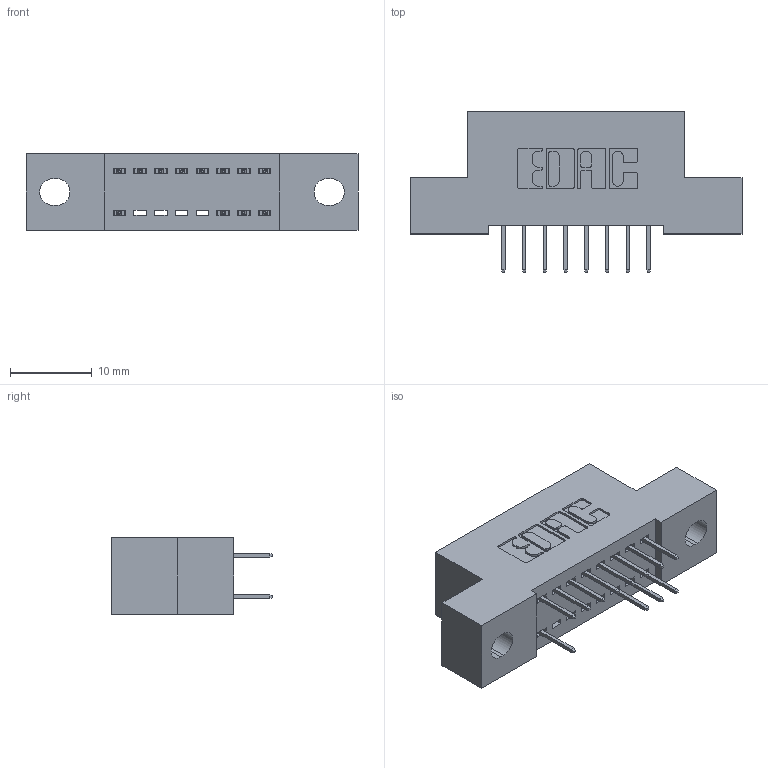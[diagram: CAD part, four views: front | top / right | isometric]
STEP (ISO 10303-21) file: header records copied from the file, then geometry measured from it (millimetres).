
FILE_DESCRIPTION (( 'STEP AP203' ), '1' );
FILE_NAME ('392-016-524-202.STEP', '2018-08-15T01:46:45', ( '' ), ( '' ), 'SwSTEP 2.0', 'SolidWorks 2016', '' );
FILE_SCHEMA (( 'CONFIG_CONTROL_DESIGN' ));
Length unit declared in the file: inch
Products named in the file (3): 342 Part_.128 Slot; 345-292-001_345-293-124; 392-016-524-202
Assembly tree (13 placements, depth 2):
  392-016-524-202
    342 Part_.128 Slot
    345-292-001_345-293-124  x12
Bounding box: 40.64 x 19.69 x 9.4 mm (x, y, z)
Volume: 3384.3 mm3; surface area: 4184.3 mm2
Topology: 13 solids, 13 shells, 810 faces, 2303 edges, 1486 vertices
Faces by surface type: plane 598, cylinder 212
Entity records: 9493 total; most frequent: CARTESIAN_POINT 1630, ORIENTED_EDGE 1570, DIRECTION 1449, EDGE_CURVE 785, VECTOR 661, LINE 661, VERTEX_POINT 518, AXIS2_PLACEMENT_3D 394
